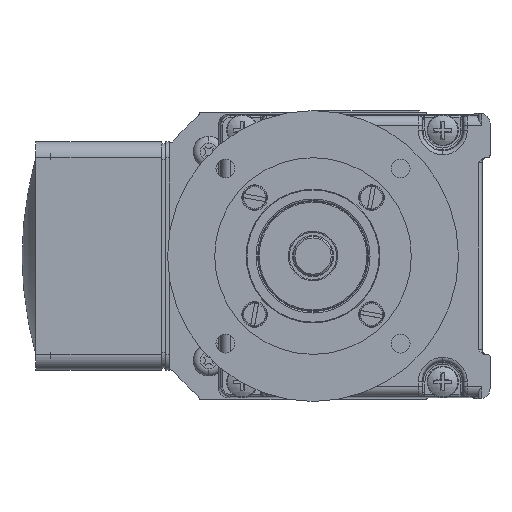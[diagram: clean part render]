
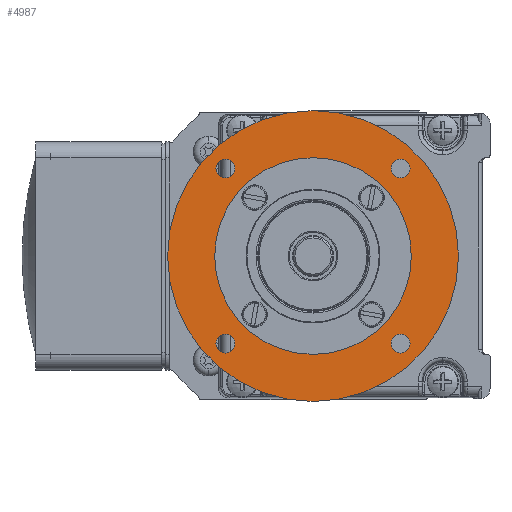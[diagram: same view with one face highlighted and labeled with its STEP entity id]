
A CAD part, left-side view. The second image highlights one B-rep face of the part: STEP entity #4987.
In plain terms, the highlighted planar face has unit normal (-1, 0, 0).
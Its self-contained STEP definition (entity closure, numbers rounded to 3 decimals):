
#4987=ADVANCED_FACE('NONE',(#10408,#10409,#10410,#10411,#10412,#10413),#10414,.T.);
#10408=FACE_OUTER_BOUND('',#23933,.T.);
#10409=FACE_BOUND('',#23934,.T.);
#10410=FACE_BOUND('',#23935,.T.);
#10411=FACE_BOUND('',#23936,.T.);
#10412=FACE_BOUND('',#23937,.T.);
#10413=FACE_BOUND('',#23938,.T.);
#10414=PLANE('',#23939);
#23933=EDGE_LOOP('',(#39015,#39016));
#23934=EDGE_LOOP('',(#39017,#39018));
#23935=EDGE_LOOP('',(#39019,#39020));
#23936=EDGE_LOOP('',(#39021,#39022));
#23937=EDGE_LOOP('',(#39023,#39024));
#23938=EDGE_LOOP('',(#39025,#39026));
#23939=AXIS2_PLACEMENT_3D('',#39027,#39028,#39029);
#39015=ORIENTED_EDGE('',*,*,#48252,.T.);
#39016=ORIENTED_EDGE('',*,*,#47394,.T.);
#39017=ORIENTED_EDGE('',*,*,#47442,.T.);
#39018=ORIENTED_EDGE('',*,*,#43112,.T.);
#39019=ORIENTED_EDGE('',*,*,#48061,.T.);
#39020=ORIENTED_EDGE('',*,*,#43490,.T.);
#39021=ORIENTED_EDGE('',*,*,#48253,.F.);
#39022=ORIENTED_EDGE('',*,*,#48254,.F.);
#39023=ORIENTED_EDGE('',*,*,#46485,.T.);
#39024=ORIENTED_EDGE('',*,*,#45715,.T.);
#39025=ORIENTED_EDGE('',*,*,#48162,.T.);
#39026=ORIENTED_EDGE('',*,*,#47218,.T.);
#39027=CARTESIAN_POINT('',(-320.4,38.0,34.1));
#39028=DIRECTION('',(-1.0,0.,0.));
#39029=DIRECTION('',(0.,0.0,1.0));
#43112=EDGE_CURVE('NONE',#49775,#49779,#49781,.T.);
#43490=EDGE_CURVE('NONE',#50417,#50421,#50423,.T.);
#45715=EDGE_CURVE('NONE',#53939,#53943,#53945,.T.);
#46485=EDGE_CURVE('NONE',#53943,#53939,#55020,.T.);
#47218=EDGE_CURVE('NONE',#55968,#55972,#55974,.T.);
#47394=EDGE_CURVE('NONE',#56184,#56186,#56188,.T.);
#47442=EDGE_CURVE('NONE',#49779,#49775,#56248,.T.);
#48061=EDGE_CURVE('NONE',#50421,#50417,#56971,.T.);
#48162=EDGE_CURVE('NONE',#55972,#55968,#57098,.T.);
#48252=EDGE_CURVE('NONE',#56186,#56184,#57196,.T.);
#48253=EDGE_CURVE('NONE',#57197,#57198,#57199,.T.);
#48254=EDGE_CURVE('NONE',#57198,#57197,#57200,.T.);
#49775=VERTEX_POINT('',#59325);
#49779=VERTEX_POINT('',#59330);
#49781=CIRCLE('',#59333,2.4);
#50417=VERTEX_POINT('',#60730);
#50421=VERTEX_POINT('',#60735);
#50423=CIRCLE('',#60738,2.4);
#53939=VERTEX_POINT('',#67766);
#53943=VERTEX_POINT('',#67771);
#53945=CIRCLE('',#67774,2.4);
#55020=CIRCLE('',#69574,2.4);
#55968=VERTEX_POINT('',#71244);
#55972=VERTEX_POINT('',#71249);
#55974=CIRCLE('',#71252,2.4);
#56184=VERTEX_POINT('',#71667);
#56186=VERTEX_POINT('',#71670);
#56188=CIRCLE('',#71673,36.978);
#56248=CIRCLE('',#71765,2.4);
#56971=CIRCLE('',#73100,2.4);
#57098=CIRCLE('',#73407,2.4);
#57196=CIRCLE('',#73564,36.978);
#57197=VERTEX_POINT('NONE',#73565);
#57198=VERTEX_POINT('',#73566);
#57199=CIRCLE('',#73567,25.0);
#57200=CIRCLE('',#73568,25.0);
#59325=CARTESIAN_POINT('',(-320.4,22.274,14.226));
#59330=CARTESIAN_POINT('',(-320.4,22.274,9.426));
#59333=AXIS2_PLACEMENT_3D('',#75555,#75556,#75557);
#60730=CARTESIAN_POINT('',(-320.4,-22.274,58.774));
#60735=CARTESIAN_POINT('',(-320.4,-22.274,53.974));
#60738=AXIS2_PLACEMENT_3D('',#76068,#76069,#76070);
#67766=CARTESIAN_POINT('',(-320.4,22.274,58.774));
#67771=CARTESIAN_POINT('',(-320.4,22.274,53.974));
#67774=AXIS2_PLACEMENT_3D('',#79109,#79110,#79111);
#69574=AXIS2_PLACEMENT_3D('',#80149,#80150,#80151);
#71244=CARTESIAN_POINT('',(-320.4,-22.274,14.226));
#71249=CARTESIAN_POINT('',(-320.4,-22.274,9.426));
#71252=AXIS2_PLACEMENT_3D('',#81132,#81133,#81134);
#71667=CARTESIAN_POINT('',(-320.4,0.,71.078));
#71670=CARTESIAN_POINT('',(-320.4,0.,-2.878));
#71673=AXIS2_PLACEMENT_3D('',#81296,#81297,#81298);
#71765=AXIS2_PLACEMENT_3D('',#81356,#81357,#81358);
#73100=AXIS2_PLACEMENT_3D('',#82004,#82005,#82006);
#73407=AXIS2_PLACEMENT_3D('',#82142,#82143,#82144);
#73564=AXIS2_PLACEMENT_3D('',#82244,#82245,#82246);
#73565=CARTESIAN_POINT('',(-320.4,0.,9.1));
#73566=CARTESIAN_POINT('',(-320.4,0.,59.1));
#73567=AXIS2_PLACEMENT_3D('',#82247,#82248,#82249);
#73568=AXIS2_PLACEMENT_3D('',#82250,#82251,#82252);
#75555=CARTESIAN_POINT('',(-320.4,22.274,11.826));
#75556=DIRECTION('',(1.0,0.,0.));
#75557=DIRECTION('',(0.,0.0,1.0));
#76068=CARTESIAN_POINT('',(-320.4,-22.274,56.374));
#76069=DIRECTION('',(1.0,0.,0.));
#76070=DIRECTION('',(0.,0.0,1.0));
#79109=CARTESIAN_POINT('',(-320.4,22.274,56.374));
#79110=DIRECTION('',(1.0,0.,0.));
#79111=DIRECTION('',(0.,0.0,1.0));
#80149=CARTESIAN_POINT('',(-320.4,22.274,56.374));
#80150=DIRECTION('',(1.0,0.,0.));
#80151=DIRECTION('',(0.,0.0,1.0));
#81132=CARTESIAN_POINT('',(-320.4,-22.274,11.826));
#81133=DIRECTION('',(1.0,0.,0.));
#81134=DIRECTION('',(0.,0.0,1.0));
#81296=CARTESIAN_POINT('',(-320.4,0.,34.1));
#81297=DIRECTION('',(-1.0,0.,0.));
#81298=DIRECTION('',(0.,0.0,1.0));
#81356=CARTESIAN_POINT('',(-320.4,22.274,11.826));
#81357=DIRECTION('',(1.0,0.,0.));
#81358=DIRECTION('',(0.,0.0,1.0));
#82004=CARTESIAN_POINT('',(-320.4,-22.274,56.374));
#82005=DIRECTION('',(1.0,0.,0.));
#82006=DIRECTION('',(0.,0.0,1.0));
#82142=CARTESIAN_POINT('',(-320.4,-22.274,11.826));
#82143=DIRECTION('',(1.0,0.,0.));
#82144=DIRECTION('',(0.,0.0,1.0));
#82244=CARTESIAN_POINT('',(-320.4,0.,34.1));
#82245=DIRECTION('',(-1.0,0.,0.));
#82246=DIRECTION('',(0.,0.0,1.0));
#82247=CARTESIAN_POINT('',(-320.4,0.,34.1));
#82248=DIRECTION('',(-1.0,0.,0.));
#82249=DIRECTION('',(0.,0.0,1.0));
#82250=CARTESIAN_POINT('',(-320.4,0.,34.1));
#82251=DIRECTION('',(-1.0,0.,0.));
#82252=DIRECTION('',(0.,0.0,1.0));
